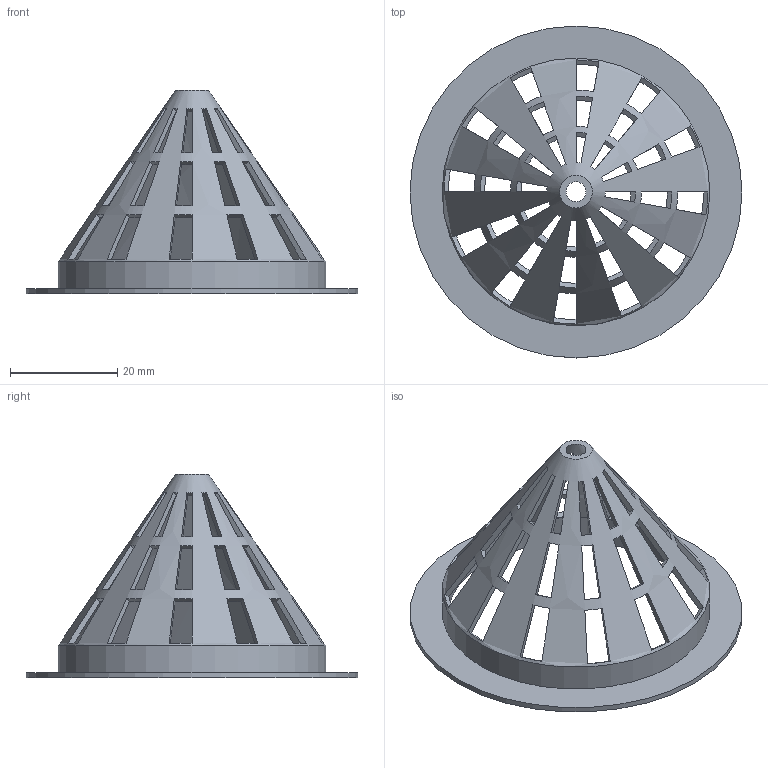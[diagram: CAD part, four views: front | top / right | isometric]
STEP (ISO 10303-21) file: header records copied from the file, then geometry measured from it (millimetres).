
FILE_DESCRIPTION(/* description */ (''),/* implementation_level */ '2;1');
FILE_NAME(/* name */ 'netpot2-in-w-lip v6.step',/* time_stamp */ '2024-10-13T19:30:14-07:00',/* author */ (''),/* organization */ (''),/* preprocessor_version */ 'ST-DEVELOPER v20',/* originating_system */ 'Autodesk Translation Framework v13.20.0.188',/* authorisation */ '');
FILE_SCHEMA (('AUTOMOTIVE_DESIGN { 1 0 10303 214 3 1 1 }'));
Length unit declared in the file: millimetre
Products named in the file (1): netpot2-in-w-lip
Bounding box: 62 x 62 x 38.07 mm (x, y, z)
Volume: 4342.9 mm3; surface area: 9800 mm2
Topology: 1 solids, 1 shells, 152 faces, 451 edges, 296 vertices
Faces by surface type: plane 75, cone 74, cylinder 3
Full cylindrical faces by diameter (mm): 48 x1, 50 x1, 62 x1
Entity records: 5296 total; most frequent: DIRECTION 909, ORIENTED_EDGE 902, CARTESIAN_POINT 900, EDGE_CURVE 451, AXIS2_PLACEMENT_3D 305, LINE 299, VECTOR 299, VERTEX_POINT 296
